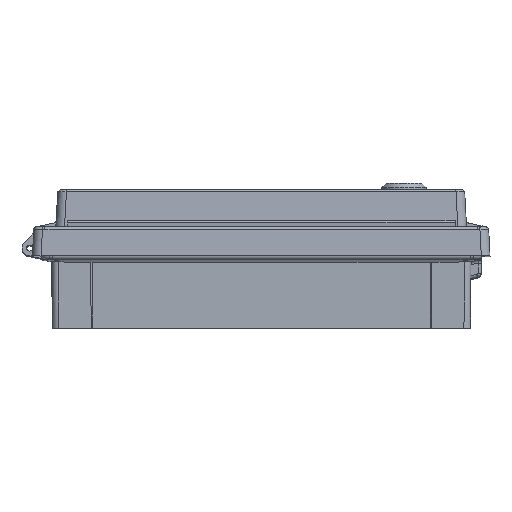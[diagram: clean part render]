
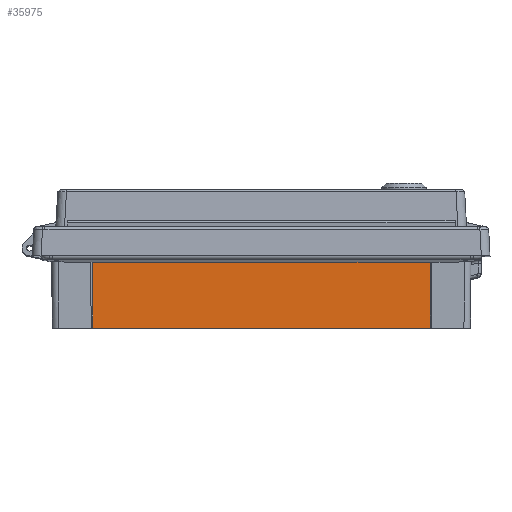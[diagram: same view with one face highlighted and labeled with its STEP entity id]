
A CAD part, top view. The second image highlights one B-rep face of the part: STEP entity #35975.
In plain terms, the highlighted planar face has unit normal (0, -0.009, 1).
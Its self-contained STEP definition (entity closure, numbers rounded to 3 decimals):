
#1832 = VECTOR ( 'NONE', #15390, 1000. ) ;
#4105 = LINE ( 'NONE', #34193, #1832 ) ;
#6265 = DIRECTION ( 'NONE',  ( 0.001, -1., -0.009 ) ) ;
#6885 = PLANE ( 'NONE',  #21470 ) ;
#7344 = FACE_OUTER_BOUND ( 'NONE', #38580, .T. ) ;
#7380 = CARTESIAN_POINT ( 'NONE',  ( -106.395, -16.198, 155.434 ) ) ;
#10323 = DIRECTION ( 'NONE',  ( 0., -1., -0.009 ) ) ;
#13934 = VECTOR ( 'NONE', #31593, 1000. ) ;
#15390 = DIRECTION ( 'NONE',  ( -1., 0., 0. ) ) ;
#17368 = ORIENTED_EDGE ( 'NONE', *, *, #34530, .F. ) ;
#17689 = CARTESIAN_POINT ( 'NONE',  ( -106.357, -57.595, 155.073 ) ) ;
#18862 = LINE ( 'NONE', #22295, #46499 ) ;
#18989 = VERTEX_POINT ( 'NONE', #17689 ) ;
#19446 = EDGE_CURVE ( 'NONE', #28990, #18989, #43406, .T. ) ;
#20927 = VERTEX_POINT ( 'NONE', #42634 ) ;
#21470 = AXIS2_PLACEMENT_3D ( 'NONE', #44508, #37185, #10323 ) ;
#22295 = CARTESIAN_POINT ( 'NONE',  ( -131.5, -16.198, 155.434 ) ) ;
#22421 = EDGE_CURVE ( 'NONE', #20927, #28990, #18862, .T. ) ;
#22754 = VERTEX_POINT ( 'NONE', #35409 ) ;
#28990 = VERTEX_POINT ( 'NONE', #7380 ) ;
#29237 = CARTESIAN_POINT ( 'NONE',  ( -106.395, -16.198, 155.434 ) ) ;
#31568 = ORIENTED_EDGE ( 'NONE', *, *, #19446, .T. ) ;
#31593 = DIRECTION ( 'NONE',  ( 0.001, 1., 0.009 ) ) ;
#33766 = DIRECTION ( 'NONE',  ( -1., 0., 0. ) ) ;
#34193 = CARTESIAN_POINT ( 'NONE',  ( 0., -57.595, 155.073 ) ) ;
#34530 = EDGE_CURVE ( 'NONE', #22754, #18989, #4105, .T. ) ;
#34753 = CARTESIAN_POINT ( 'NONE',  ( 106.357, -57.595, 155.073 ) ) ;
#35409 = CARTESIAN_POINT ( 'NONE',  ( 106.357, -57.595, 155.073 ) ) ;
#35975 = ADVANCED_FACE ( 'NONE', ( #7344 ), #6885, .T. ) ;
#37185 = DIRECTION ( 'NONE',  ( 0., -0.009, 1. ) ) ;
#38580 = EDGE_LOOP ( 'NONE', ( #17368, #40207, #44389, #31568 ) ) ;
#40207 = ORIENTED_EDGE ( 'NONE', *, *, #43474, .T. ) ;
#42634 = CARTESIAN_POINT ( 'NONE',  ( 106.395, -16.198, 155.434 ) ) ;
#43406 = LINE ( 'NONE', #29237, #46896 ) ;
#43474 = EDGE_CURVE ( 'NONE', #22754, #20927, #45998, .T. ) ;
#44389 = ORIENTED_EDGE ( 'NONE', *, *, #22421, .T. ) ;
#44508 = CARTESIAN_POINT ( 'NONE',  ( -131.5, -16.198, 155.434 ) ) ;
#45998 = LINE ( 'NONE', #34753, #13934 ) ;
#46499 = VECTOR ( 'NONE', #33766, 1000. ) ;
#46896 = VECTOR ( 'NONE', #6265, 1000. ) ;
